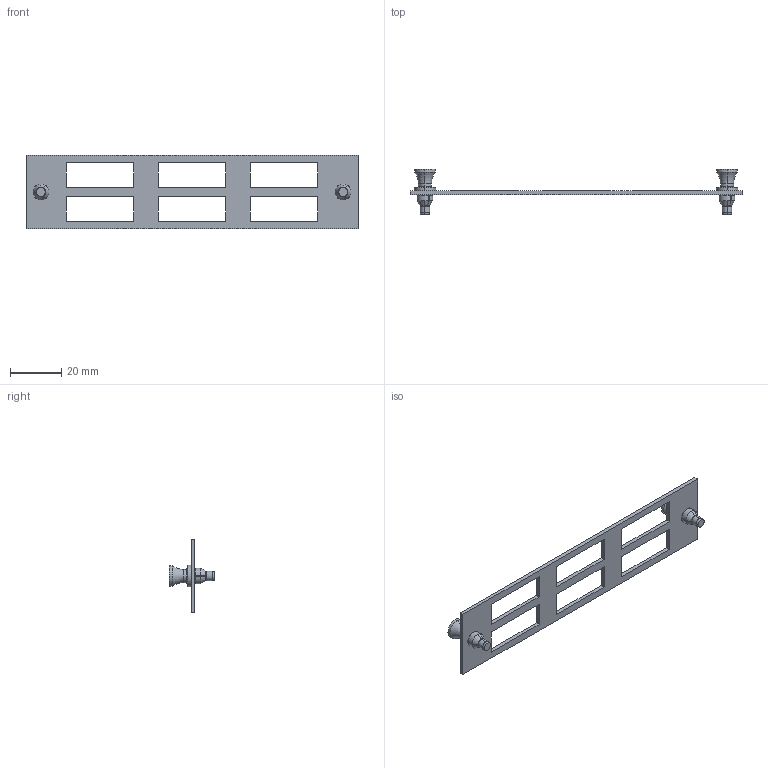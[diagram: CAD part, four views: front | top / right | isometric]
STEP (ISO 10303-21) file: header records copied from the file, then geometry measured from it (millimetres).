
FILE_DESCRIPTION (( 'STEP AP214' ), '1' );
FILE_NAME ('FSP-SCD6-0-BNK.step', '2020-12-10T17:38:49', ( '' ), ( '' ), 'SwSTEP 2.0', 'SolidWorks 2018', '' );
FILE_SCHEMA (( 'AUTOMOTIVE_DESIGN' ));
Length unit declared in the file: inch
Products named in the file (4): HDWR-HN4P-42-4-1; FSP-SCD6-0-BNK; FSP-SCD6-0-BNK-PANEL; HDWR-HN4G-42-1
Assembly tree (5 placements, depth 2):
  FSP-SCD6-0-BNK
    FSP-SCD6-0-BNK-PANEL
    HDWR-HN4G-42-1  x2
    HDWR-HN4P-42-4-1  x2
Bounding box: 129.54 x 17.78 x 28.7 mm (x, y, z)
Volume: 4147.1 mm3; surface area: 6806 mm2
Topology: 5 solids, 5 shells, 134 faces, 322 edges, 202 vertices
Faces by surface type: plane 66, cylinder 44, cone 20, torus 4
Entity records: 2882 total; most frequent: CARTESIAN_POINT 458, DIRECTION 454, ORIENTED_EDGE 418, EDGE_CURVE 209, AXIS2_PLACEMENT_3D 159, LINE 136, VECTOR 136, VERTEX_POINT 133
